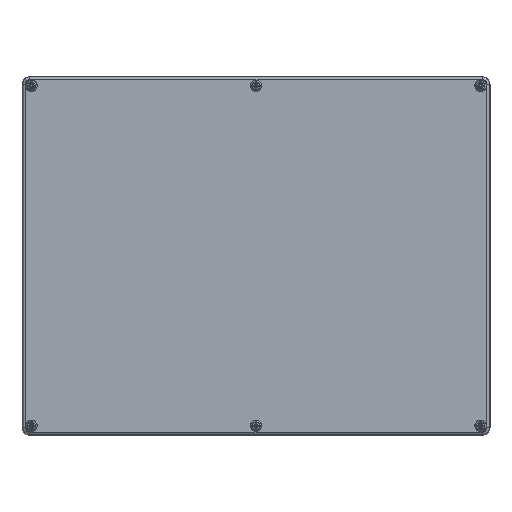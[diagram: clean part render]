
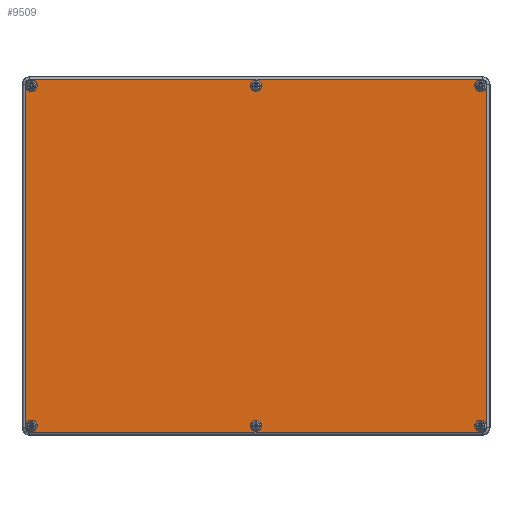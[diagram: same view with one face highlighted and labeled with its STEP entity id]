
A CAD part, top view. The second image highlights one B-rep face of the part: STEP entity #9509.
In plain terms, the highlighted face is planar.
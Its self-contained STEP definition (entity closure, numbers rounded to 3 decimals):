
#9066=CARTESIAN_POINT('',(-145.0,113.02,-29.));
#9067=VERTEX_POINT('',#9066);
#9075=CARTESIAN_POINT('',(-148.02,110.,-29.));
#9076=VERTEX_POINT('',#9075);
#9077=CARTESIAN_POINT('',(-145.0,110.,-29.));
#9078=DIRECTION('',(0.0,0.0,1.0));
#9079=DIRECTION('',(-0.707,0.707,0.0));
#9080=AXIS2_PLACEMENT_3D('',#9077,#9078,#9079);
#9081=CIRCLE('',#9080,3.02);
#9082=EDGE_CURVE('',#9067,#9076,#9081,.T.);
#9108=CARTESIAN_POINT('',(-148.02,-110.,-29.));
#9109=VERTEX_POINT('',#9108);
#9126=CARTESIAN_POINT('',(-148.02,110.,-29.));
#9127=DIRECTION('',(0.0,-1.0,0.0));
#9128=VECTOR('',#9127,220.);
#9129=LINE('',#9126,#9128);
#9130=EDGE_CURVE('',#9076,#9109,#9129,.T.);
#9140=CARTESIAN_POINT('',(-145.0,-113.02,-29.));
#9141=VERTEX_POINT('',#9140);
#9159=CARTESIAN_POINT('',(-145.0,-110.,-29.));
#9160=DIRECTION('',(0.0,0.0,1.0));
#9161=DIRECTION('',(-0.707,-0.707,0.0));
#9162=AXIS2_PLACEMENT_3D('',#9159,#9160,#9161);
#9163=CIRCLE('',#9162,3.02);
#9164=EDGE_CURVE('',#9109,#9141,#9163,.T.);
#9174=CARTESIAN_POINT('',(145.0,-113.02,-29.));
#9175=VERTEX_POINT('',#9174);
#9192=CARTESIAN_POINT('',(-145.0,-113.02,-29.));
#9193=DIRECTION('',(1.0,0.0,0.0));
#9194=VECTOR('',#9193,290.0);
#9195=LINE('',#9192,#9194);
#9196=EDGE_CURVE('',#9141,#9175,#9195,.T.);
#9206=CARTESIAN_POINT('',(148.02,-110.,-29.));
#9207=VERTEX_POINT('',#9206);
#9225=CARTESIAN_POINT('',(145.0,-110.,-29.));
#9226=DIRECTION('',(0.0,0.0,1.0));
#9227=DIRECTION('',(0.707,-0.707,0.0));
#9228=AXIS2_PLACEMENT_3D('',#9225,#9226,#9227);
#9229=CIRCLE('',#9228,3.02);
#9230=EDGE_CURVE('',#9175,#9207,#9229,.T.);
#9240=CARTESIAN_POINT('',(148.02,110.,-29.));
#9241=VERTEX_POINT('',#9240);
#9258=CARTESIAN_POINT('',(148.02,-110.,-29.));
#9259=DIRECTION('',(0.0,1.0,0.0));
#9260=VECTOR('',#9259,220.);
#9261=LINE('',#9258,#9260);
#9262=EDGE_CURVE('',#9207,#9241,#9261,.T.);
#9272=CARTESIAN_POINT('',(145.0,113.02,-29.));
#9273=VERTEX_POINT('',#9272);
#9291=CARTESIAN_POINT('',(145.0,110.,-29.));
#9292=DIRECTION('',(0.0,0.0,1.0));
#9293=DIRECTION('',(0.707,0.707,0.0));
#9294=AXIS2_PLACEMENT_3D('',#9291,#9292,#9293);
#9295=CIRCLE('',#9294,3.02);
#9296=EDGE_CURVE('',#9241,#9273,#9295,.T.);
#9314=CARTESIAN_POINT('',(145.0,113.02,-29.));
#9315=DIRECTION('',(-1.0,0.0,0.0));
#9316=VECTOR('',#9315,290.0);
#9317=LINE('',#9314,#9316);
#9318=EDGE_CURVE('',#9273,#9067,#9317,.T.);
#9428=CARTESIAN_POINT('',(0.,0.,-29.));
#9429=DIRECTION('',(0.0,0.0,1.0));
#9430=DIRECTION('',(1.0,0.0,0.0));
#9431=AXIS2_PLACEMENT_3D('',#9428,#9429,#9430);
#9432=PLANE('',#9431);
#9433=ORIENTED_EDGE('',*,*,#9082,.F.);
#9434=ORIENTED_EDGE('',*,*,#9318,.F.);
#9435=ORIENTED_EDGE('',*,*,#9296,.F.);
#9436=ORIENTED_EDGE('',*,*,#9262,.F.);
#9437=ORIENTED_EDGE('',*,*,#9230,.F.);
#9438=ORIENTED_EDGE('',*,*,#9196,.F.);
#9439=ORIENTED_EDGE('',*,*,#9164,.F.);
#9440=ORIENTED_EDGE('',*,*,#9130,.F.);
#9441=EDGE_LOOP('',(#9433,#9434,#9435,#9436,#9437,#9438,#9439,#9440));
#9442=FACE_OUTER_BOUND('',#9441,.T.);
#9443=CARTESIAN_POINT('',(140.3,109.,-29.));
#9444=VERTEX_POINT('',#9443);
#9445=CARTESIAN_POINT('',(144.0,109.,-29.));
#9446=DIRECTION('',(0.0,0.0,1.0));
#9447=DIRECTION('',(1.0,0.0,0.0));
#9448=AXIS2_PLACEMENT_3D('',#9445,#9446,#9447);
#9449=CIRCLE('',#9448,3.7);
#9450=EDGE_CURVE('',#9444,#9444,#9449,.T.);
#9451=ORIENTED_EDGE('',*,*,#9450,.T.);
#9452=EDGE_LOOP('',(#9451));
#9453=FACE_BOUND('',#9452,.T.);
#9454=CARTESIAN_POINT('',(-3.7,109.,-29.));
#9455=VERTEX_POINT('',#9454);
#9456=CARTESIAN_POINT('',(0.,109.,-29.));
#9457=DIRECTION('',(0.0,0.0,1.0));
#9458=DIRECTION('',(1.0,0.0,0.0));
#9459=AXIS2_PLACEMENT_3D('',#9456,#9457,#9458);
#9460=CIRCLE('',#9459,3.7);
#9461=EDGE_CURVE('',#9455,#9455,#9460,.T.);
#9462=ORIENTED_EDGE('',*,*,#9461,.T.);
#9463=EDGE_LOOP('',(#9462));
#9464=FACE_BOUND('',#9463,.T.);
#9465=CARTESIAN_POINT('',(-147.7,109.,-29.));
#9466=VERTEX_POINT('',#9465);
#9467=CARTESIAN_POINT('',(-144.,109.,-29.));
#9468=DIRECTION('',(0.0,0.0,1.0));
#9469=DIRECTION('',(1.0,0.0,0.0));
#9470=AXIS2_PLACEMENT_3D('',#9467,#9468,#9469);
#9471=CIRCLE('',#9470,3.7);
#9472=EDGE_CURVE('',#9466,#9466,#9471,.T.);
#9473=ORIENTED_EDGE('',*,*,#9472,.T.);
#9474=EDGE_LOOP('',(#9473));
#9475=FACE_BOUND('',#9474,.T.);
#9476=CARTESIAN_POINT('',(-147.7,-109.,-29.));
#9477=VERTEX_POINT('',#9476);
#9478=CARTESIAN_POINT('',(-144.,-109.,-29.));
#9479=DIRECTION('',(0.0,0.0,1.0));
#9480=DIRECTION('',(1.0,0.0,0.0));
#9481=AXIS2_PLACEMENT_3D('',#9478,#9479,#9480);
#9482=CIRCLE('',#9481,3.7);
#9483=EDGE_CURVE('',#9477,#9477,#9482,.T.);
#9484=ORIENTED_EDGE('',*,*,#9483,.T.);
#9485=EDGE_LOOP('',(#9484));
#9486=FACE_BOUND('',#9485,.T.);
#9487=CARTESIAN_POINT('',(-3.7,-109.,-29.));
#9488=VERTEX_POINT('',#9487);
#9489=CARTESIAN_POINT('',(0.,-109.,-29.));
#9490=DIRECTION('',(0.0,0.0,1.0));
#9491=DIRECTION('',(1.0,0.0,0.0));
#9492=AXIS2_PLACEMENT_3D('',#9489,#9490,#9491);
#9493=CIRCLE('',#9492,3.7);
#9494=EDGE_CURVE('',#9488,#9488,#9493,.T.);
#9495=ORIENTED_EDGE('',*,*,#9494,.T.);
#9496=EDGE_LOOP('',(#9495));
#9497=FACE_BOUND('',#9496,.T.);
#9498=CARTESIAN_POINT('',(140.3,-109.,-29.));
#9499=VERTEX_POINT('',#9498);
#9500=CARTESIAN_POINT('',(144.,-109.,-29.));
#9501=DIRECTION('',(0.0,0.0,1.0));
#9502=DIRECTION('',(1.0,0.0,0.0));
#9503=AXIS2_PLACEMENT_3D('',#9500,#9501,#9502);
#9504=CIRCLE('',#9503,3.7);
#9505=EDGE_CURVE('',#9499,#9499,#9504,.T.);
#9506=ORIENTED_EDGE('',*,*,#9505,.T.);
#9507=EDGE_LOOP('',(#9506));
#9508=FACE_BOUND('',#9507,.T.);
#9509=ADVANCED_FACE('',(#9442,#9453,#9464,#9475,#9486,#9497,#9508),#9432,.F.);
